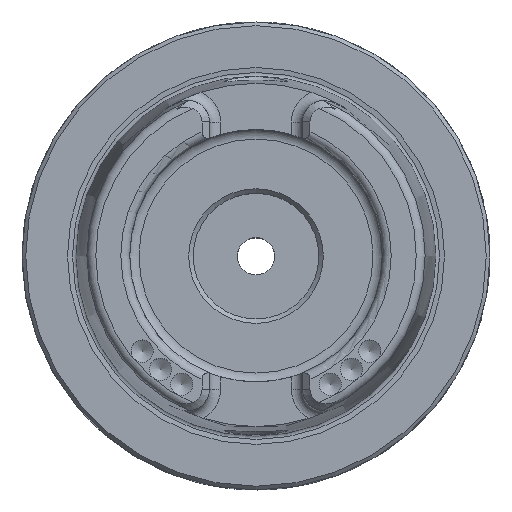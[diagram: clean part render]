
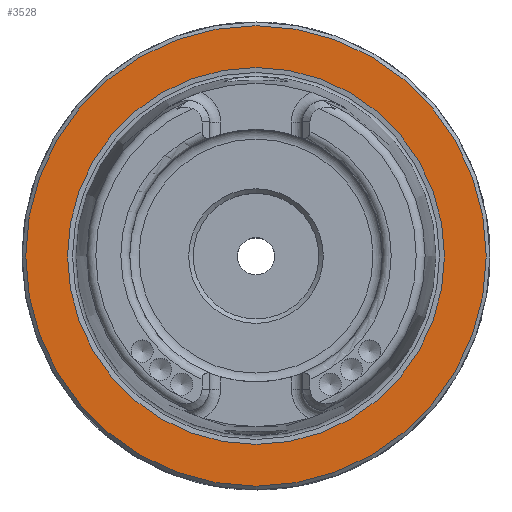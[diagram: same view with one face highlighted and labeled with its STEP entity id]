
A CAD part, top view. The second image highlights one B-rep face of the part: STEP entity #3528.
In plain terms, the highlighted planar face has unit normal (0, 0, 1).
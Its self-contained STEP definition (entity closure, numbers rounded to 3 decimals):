
#342=PLANE('',#3799);
#778=ORIENTED_EDGE('',*,*,#1230,.T.);
#779=ORIENTED_EDGE('',*,*,#1229,.F.);
#1229=EDGE_CURVE('',#1510,#1510,#1704,.T.);
#1230=EDGE_CURVE('',#1511,#1511,#1705,.T.);
#1510=VERTEX_POINT('',#5324);
#1511=VERTEX_POINT('',#5327);
#1704=CIRCLE('',#3798,25.373);
#1705=CIRCLE('',#3800,31.);
#1925=EDGE_LOOP('',(#778));
#1926=EDGE_LOOP('',(#779));
#2176=FACE_BOUND('',#1925,.T.);
#2177=FACE_BOUND('',#1926,.T.);
#3528=ADVANCED_FACE('',(#2176,#2177),#342,.T.);
#3798=AXIS2_PLACEMENT_3D('',#5323,#4353,#4354);
#3799=AXIS2_PLACEMENT_3D('',#5325,#4355,#4356);
#3800=AXIS2_PLACEMENT_3D('',#5326,#4357,#4358);
#4353=DIRECTION('',(0.,0.,1.));
#4354=DIRECTION('',(1.,0.,0.));
#4355=DIRECTION('',(0.,0.,1.));
#4356=DIRECTION('',(1.,0.,0.));
#4357=DIRECTION('',(0.,0.,1.));
#4358=DIRECTION('',(1.,0.,0.));
#5323=CARTESIAN_POINT('',(0.,0.,0.));
#5324=CARTESIAN_POINT('',(25.373,0.,0.));
#5325=CARTESIAN_POINT('',(31.,0.,0.));
#5326=CARTESIAN_POINT('',(0.,0.,0.));
#5327=CARTESIAN_POINT('',(31.,0.,0.));
